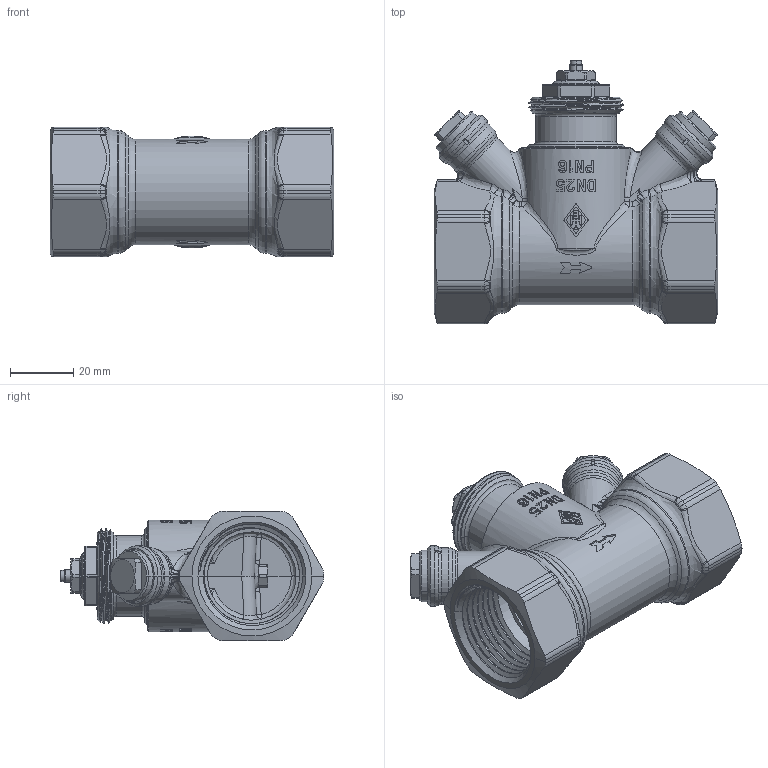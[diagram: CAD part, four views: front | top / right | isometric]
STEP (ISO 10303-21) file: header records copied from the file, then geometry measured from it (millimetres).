
FILE_DESCRIPTION((''),'2;1');
FILE_NAME('4800-04-000-ZU-OHNE-B_SW0001','2015-05-11T',('marann'),(''),'PRO/ENGINEER BY PARAMETRIC TECHNOLOGY CORPORATION, 2011490','PRO/ENGINEER BY PARAMETRIC TECHNOLOGY CORPORATION, 2011490','');
FILE_SCHEMA(('CONFIG_CONTROL_DESIGN'));
Products named in the file (1): 4800-04-000-ZU-OHNE-B_SW0001
Bounding box: 90 x 83.65 x 41 mm (x, y, z)
Volume: 73699.7 mm3; surface area: 45267.4 mm2
Topology: 2 solids, 4 shells, 1391 faces, 3437 edges, 2113 vertices
Faces by surface type: cylinder 458, plane 384, bspline 255, cone 176, torus 108, sphere 10
Entity records: 72961 total; most frequent: CARTESIAN_POINT 42596, ORIENTED_EDGE 6858, DIRECTION 5601, EDGE_CURVE 3429, AXIS2_PLACEMENT_3D 2230, VERTEX_POINT 2113, EDGE_LOOP 1470, FACE_OUTER_BOUND 1391
